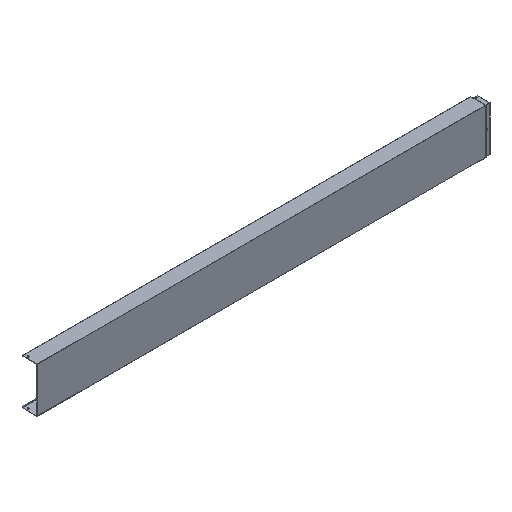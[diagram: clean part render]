
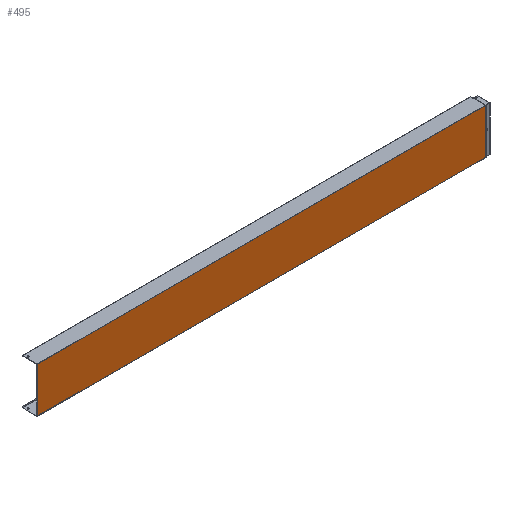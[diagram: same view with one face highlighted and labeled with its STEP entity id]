
A CAD part, isometric view. The second image highlights one B-rep face of the part: STEP entity #495.
In plain terms, the highlighted planar face has unit normal (0, -1, 0).
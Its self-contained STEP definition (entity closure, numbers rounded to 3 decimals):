
#69 = VECTOR ( 'NONE', #1382, 1000. ) ;
#98 = DIRECTION ( 'NONE',  ( -1., 0., 0. ) ) ;
#155 = EDGE_CURVE ( 'NONE', #1052, #326, #1172, .T. ) ;
#197 = EDGE_CURVE ( 'NONE', #1052, #1732, #990, .T. ) ;
#241 = DIRECTION ( 'NONE',  ( 0., 0., -1. ) ) ;
#259 = EDGE_CURVE ( 'NONE', #326, #1258, #1551, .T. ) ;
#326 = VERTEX_POINT ( 'NONE', #1393 ) ;
#370 = ORIENTED_EDGE ( 'NONE', *, *, #197, .F. ) ;
#376 = CARTESIAN_POINT ( 'NONE',  ( -2970., 0., -150. ) ) ;
#385 = FACE_OUTER_BOUND ( 'NONE', #973, .T. ) ;
#403 = DIRECTION ( 'NONE',  ( 0., 0., -1. ) ) ;
#495 = ADVANCED_FACE ( 'NONE', ( #385 ), #648, .T. ) ;
#524 = CARTESIAN_POINT ( 'NONE',  ( -2970., 0., 150. ) ) ;
#542 = EDGE_CURVE ( 'NONE', #1258, #1732, #952, .T. ) ;
#648 = PLANE ( 'NONE',  #1120 ) ;
#652 = ORIENTED_EDGE ( 'NONE', *, *, #155, .T. ) ;
#681 = CARTESIAN_POINT ( 'NONE',  ( 300.002, 0., -150. ) ) ;
#829 = VECTOR ( 'NONE', #1244, 1000. ) ;
#952 = LINE ( 'NONE', #1051, #1637 ) ;
#969 = ORIENTED_EDGE ( 'NONE', *, *, #542, .T. ) ;
#973 = EDGE_LOOP ( 'NONE', ( #370, #652, #1287, #969 ) ) ;
#990 = LINE ( 'NONE', #681, #1011 ) ;
#1011 = VECTOR ( 'NONE', #98, 1000. ) ;
#1043 = DIRECTION ( 'NONE',  ( 0., -1., 0. ) ) ;
#1051 = CARTESIAN_POINT ( 'NONE',  ( -2970., 0., 150. ) ) ;
#1052 = VERTEX_POINT ( 'NONE', #1578 ) ;
#1111 = CARTESIAN_POINT ( 'NONE',  ( 300.002, 0., 150. ) ) ;
#1120 = AXIS2_PLACEMENT_3D ( 'NONE', #524, #1043, #241 ) ;
#1172 = LINE ( 'NONE', #1224, #69 ) ;
#1224 = CARTESIAN_POINT ( 'NONE',  ( 2.646, 0., -150. ) ) ;
#1244 = DIRECTION ( 'NONE',  ( -1., 0., 0. ) ) ;
#1258 = VERTEX_POINT ( 'NONE', #1611 ) ;
#1287 = ORIENTED_EDGE ( 'NONE', *, *, #259, .T. ) ;
#1382 = DIRECTION ( 'NONE',  ( 0., 0., 1. ) ) ;
#1393 = CARTESIAN_POINT ( 'NONE',  ( 2.646, 0., 150. ) ) ;
#1551 = LINE ( 'NONE', #1111, #829 ) ;
#1578 = CARTESIAN_POINT ( 'NONE',  ( 2.646, 0., -150. ) ) ;
#1611 = CARTESIAN_POINT ( 'NONE',  ( -2970., 0., 150. ) ) ;
#1637 = VECTOR ( 'NONE', #403, 1000. ) ;
#1732 = VERTEX_POINT ( 'NONE', #376 ) ;
